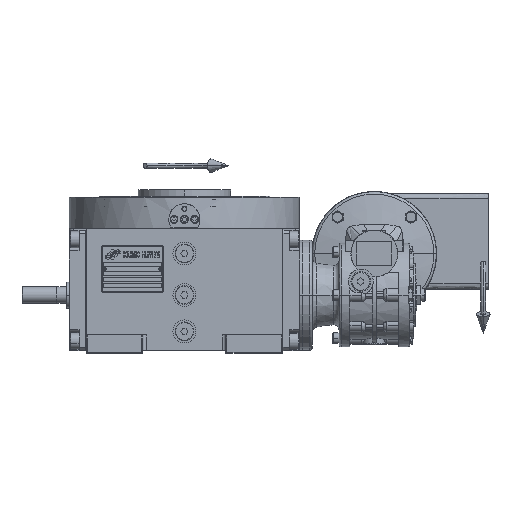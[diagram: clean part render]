
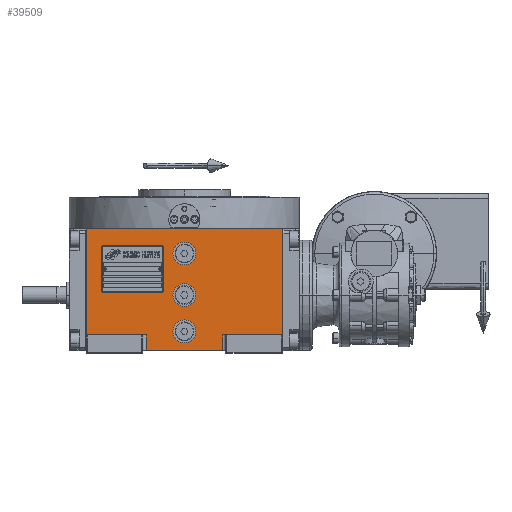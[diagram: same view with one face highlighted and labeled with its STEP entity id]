
A CAD part, top view. The second image highlights one B-rep face of the part: STEP entity #39509.
In plain terms, the highlighted planar face has unit normal (0, 0, 1).
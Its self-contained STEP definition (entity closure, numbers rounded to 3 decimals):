
#784 = DIRECTION ( 'NONE',  ( 0., -1., 0. ) ) ;
#1221 = FACE_OUTER_BOUND ( 'NONE', #34094, .T. ) ;
#2351 = CARTESIAN_POINT ( 'NONE',  ( -37., -53.5, 163.5 ) ) ;
#2675 = CARTESIAN_POINT ( 'NONE',  ( -37., -53.5, 163.5 ) ) ;
#3027 = ORIENTED_EDGE ( 'NONE', *, *, #112953, .F. ) ;
#3549 = ORIENTED_EDGE ( 'NONE', *, *, #7861, .T. ) ;
#4194 = VERTEX_POINT ( 'NONE', #16337 ) ;
#4567 = DIRECTION ( 'NONE',  ( 1., 0., 0. ) ) ;
#4880 = CARTESIAN_POINT ( 'NONE',  ( 0., 40., 163.5 ) ) ;
#4932 = CARTESIAN_POINT ( 'NONE',  ( -94.5, 64.5, 163.5 ) ) ;
#5320 = VERTEX_POINT ( 'NONE', #23149 ) ;
#5338 = CARTESIAN_POINT ( 'NONE',  ( 0., 0., 163.5 ) ) ;
#6936 = CARTESIAN_POINT ( 'NONE',  ( 37., -38.5, 163.5 ) ) ;
#7861 = EDGE_CURVE ( 'NONE', #77995, #18996, #15960, .T. ) ;
#8570 = LINE ( 'NONE', #108796, #63912 ) ;
#10256 = CARTESIAN_POINT ( 'NONE',  ( -94.5, -53.5, 163.5 ) ) ;
#10968 = VECTOR ( 'NONE', #38359, 1000. ) ;
#10985 = CARTESIAN_POINT ( 'NONE',  ( 94.5, -38.5, 163.5 ) ) ;
#11391 = AXIS2_PLACEMENT_3D ( 'NONE', #37565, #36381, #38155 ) ;
#12851 = DIRECTION ( 'NONE',  ( 1., 0., 0. ) ) ;
#13910 = ORIENTED_EDGE ( 'NONE', *, *, #77780, .F. ) ;
#14957 = CARTESIAN_POINT ( 'NONE',  ( 11., -35., 163.5 ) ) ;
#15037 = DIRECTION ( 'NONE',  ( -1., 0., 0. ) ) ;
#15051 = EDGE_CURVE ( 'NONE', #48881, #108610, #8570, .T. ) ;
#15262 = ORIENTED_EDGE ( 'NONE', *, *, #67920, .T. ) ;
#15834 = ORIENTED_EDGE ( 'NONE', *, *, #101323, .T. ) ;
#15960 = LINE ( 'NONE', #6936, #108908 ) ;
#16337 = CARTESIAN_POINT ( 'NONE',  ( -94.5, -38.5, 163.5 ) ) ;
#16706 = VERTEX_POINT ( 'NONE', #36618 ) ;
#18680 = AXIS2_PLACEMENT_3D ( 'NONE', #5338, #23935, #106188 ) ;
#18996 = VERTEX_POINT ( 'NONE', #10985 ) ;
#19730 = DIRECTION ( 'NONE',  ( 0., 1., 0. ) ) ;
#19977 = VECTOR ( 'NONE', #73567, 1000. ) ;
#20664 = LINE ( 'NONE', #2675, #61984 ) ;
#22101 = CARTESIAN_POINT ( 'NONE',  ( 0., 40., 163.5 ) ) ;
#23068 = CARTESIAN_POINT ( 'NONE',  ( 0., -35., 163.5 ) ) ;
#23149 = CARTESIAN_POINT ( 'NONE',  ( 11., 0., 163.5 ) ) ;
#23935 = DIRECTION ( 'NONE',  ( 0., 0., 1. ) ) ;
#30122 = ORIENTED_EDGE ( 'NONE', *, *, #97802, .F. ) ;
#30261 = EDGE_LOOP ( 'NONE', ( #13910, #101080 ) ) ;
#34094 = EDGE_LOOP ( 'NONE', ( #15262, #30122, #3549, #75442, #111570, #117058, #15834, #100592 ) ) ;
#35575 = CIRCLE ( 'NONE', #102701, 11. ) ;
#36381 = DIRECTION ( 'NONE',  ( 0., 0., 1. ) ) ;
#36618 = CARTESIAN_POINT ( 'NONE',  ( -37., -38.5, 163.5 ) ) ;
#37565 = CARTESIAN_POINT ( 'NONE',  ( 0., -35., 163.5 ) ) ;
#37845 = CIRCLE ( 'NONE', #18680, 11. ) ;
#38155 = DIRECTION ( 'NONE',  ( 1., 0., 0. ) ) ;
#38193 = CIRCLE ( 'NONE', #11391, 11. ) ;
#38359 = DIRECTION ( 'NONE',  ( 0., 1., 0. ) ) ;
#38423 = DIRECTION ( 'NONE',  ( 0., 0., 1. ) ) ;
#39509 = ADVANCED_FACE ( 'NONE', ( #72650, #83434, #63668, #1221 ), #64245, .T. ) ;
#39613 = ORIENTED_EDGE ( 'NONE', *, *, #47886, .F. ) ;
#40064 = CARTESIAN_POINT ( 'NONE',  ( 94.5, -38.5, 163.5 ) ) ;
#41127 = CARTESIAN_POINT ( 'NONE',  ( 37., -38.5, 163.5 ) ) ;
#42104 = CIRCLE ( 'NONE', #49555, 11. ) ;
#43547 = DIRECTION ( 'NONE',  ( 1., 0., 0. ) ) ;
#47886 = EDGE_CURVE ( 'NONE', #106733, #5320, #37845, .T. ) ;
#47933 = DIRECTION ( 'NONE',  ( 1., 0., 0. ) ) ;
#48881 = VERTEX_POINT ( 'NONE', #4932 ) ;
#48911 = DIRECTION ( 'NONE',  ( -1., 0., 0. ) ) ;
#49555 = AXIS2_PLACEMENT_3D ( 'NONE', #109252, #81003, #117708 ) ;
#49591 = EDGE_CURVE ( 'NONE', #4194, #48881, #111993, .T. ) ;
#50202 = AXIS2_PLACEMENT_3D ( 'NONE', #10256, #38423, #100880 ) ;
#50301 = DIRECTION ( 'NONE',  ( 0., 0., 1. ) ) ;
#50992 = CARTESIAN_POINT ( 'NONE',  ( -11., 0., 163.5 ) ) ;
#51250 = ORIENTED_EDGE ( 'NONE', *, *, #87116, .F. ) ;
#51375 = CIRCLE ( 'NONE', #89654, 11. ) ;
#53013 = LINE ( 'NONE', #110062, #88825 ) ;
#58003 = EDGE_CURVE ( 'NONE', #5320, #106733, #42104, .T. ) ;
#61984 = VECTOR ( 'NONE', #12851, 1000. ) ;
#63456 = EDGE_CURVE ( 'NONE', #18996, #108610, #85098, .T. ) ;
#63668 = FACE_BOUND ( 'NONE', #88610, .T. ) ;
#63912 = VECTOR ( 'NONE', #81749, 1000. ) ;
#64245 = PLANE ( 'NONE',  #50202 ) ;
#67920 = EDGE_CURVE ( 'NONE', #100957, #87930, #20664, .T. ) ;
#68990 = VERTEX_POINT ( 'NONE', #77056 ) ;
#71310 = VERTEX_POINT ( 'NONE', #91390 ) ;
#72650 = FACE_BOUND ( 'NONE', #100287, .T. ) ;
#73567 = DIRECTION ( 'NONE',  ( 0., 1., 0. ) ) ;
#73936 = ORIENTED_EDGE ( 'NONE', *, *, #58003, .F. ) ;
#75442 = ORIENTED_EDGE ( 'NONE', *, *, #63456, .T. ) ;
#76102 = EDGE_CURVE ( 'NONE', #68990, #106809, #51375, .T. ) ;
#77056 = CARTESIAN_POINT ( 'NONE',  ( -11., -35., 163.5 ) ) ;
#77780 = EDGE_CURVE ( 'NONE', #106809, #68990, #38193, .T. ) ;
#77995 = VERTEX_POINT ( 'NONE', #41127 ) ;
#78662 = DIRECTION ( 'NONE',  ( 0., 0., 1. ) ) ;
#79425 = CIRCLE ( 'NONE', #87137, 11. ) ;
#81003 = DIRECTION ( 'NONE',  ( 0., 0., 1. ) ) ;
#81749 = DIRECTION ( 'NONE',  ( 1., 0., 0. ) ) ;
#83434 = FACE_BOUND ( 'NONE', #30261, .T. ) ;
#85098 = LINE ( 'NONE', #40064, #113291 ) ;
#87116 = EDGE_CURVE ( 'NONE', #71310, #117834, #35575, .T. ) ;
#87137 = AXIS2_PLACEMENT_3D ( 'NONE', #4880, #78662, #15037 ) ;
#87930 = VERTEX_POINT ( 'NONE', #114233 ) ;
#88610 = EDGE_LOOP ( 'NONE', ( #51250, #3027 ) ) ;
#88825 = VECTOR ( 'NONE', #784, 1000. ) ;
#89654 = AXIS2_PLACEMENT_3D ( 'NONE', #23068, #97429, #48911 ) ;
#91035 = VECTOR ( 'NONE', #4567, 1000. ) ;
#91390 = CARTESIAN_POINT ( 'NONE',  ( 11., 40., 163.5 ) ) ;
#92847 = CARTESIAN_POINT ( 'NONE',  ( -11., 40., 163.5 ) ) ;
#97429 = DIRECTION ( 'NONE',  ( 0., 0., 1. ) ) ;
#97802 = EDGE_CURVE ( 'NONE', #77995, #87930, #53013, .T. ) ;
#98131 = CARTESIAN_POINT ( 'NONE',  ( -94.5, -38.5, 163.5 ) ) ;
#100287 = EDGE_LOOP ( 'NONE', ( #73936, #39613 ) ) ;
#100592 = ORIENTED_EDGE ( 'NONE', *, *, #116577, .F. ) ;
#100880 = DIRECTION ( 'NONE',  ( 1., 0., 0. ) ) ;
#100957 = VERTEX_POINT ( 'NONE', #102140 ) ;
#101080 = ORIENTED_EDGE ( 'NONE', *, *, #76102, .F. ) ;
#101323 = EDGE_CURVE ( 'NONE', #4194, #16706, #115602, .T. ) ;
#102009 = LINE ( 'NONE', #2351, #10968 ) ;
#102140 = CARTESIAN_POINT ( 'NONE',  ( -37., -53.5, 163.5 ) ) ;
#102701 = AXIS2_PLACEMENT_3D ( 'NONE', #22101, #50301, #47933 ) ;
#106188 = DIRECTION ( 'NONE',  ( -1., 0., 0. ) ) ;
#106639 = CARTESIAN_POINT ( 'NONE',  ( 94.5, 64.5, 163.5 ) ) ;
#106733 = VERTEX_POINT ( 'NONE', #50992 ) ;
#106809 = VERTEX_POINT ( 'NONE', #14957 ) ;
#108610 = VERTEX_POINT ( 'NONE', #106639 ) ;
#108796 = CARTESIAN_POINT ( 'NONE',  ( -94.5, 64.5, 163.5 ) ) ;
#108908 = VECTOR ( 'NONE', #43547, 1000. ) ;
#109252 = CARTESIAN_POINT ( 'NONE',  ( 0., 0., 163.5 ) ) ;
#110062 = CARTESIAN_POINT ( 'NONE',  ( 37., -38.5, 163.5 ) ) ;
#111410 = CARTESIAN_POINT ( 'NONE',  ( -94.5, -38.5, 163.5 ) ) ;
#111570 = ORIENTED_EDGE ( 'NONE', *, *, #15051, .F. ) ;
#111993 = LINE ( 'NONE', #111410, #19977 ) ;
#112953 = EDGE_CURVE ( 'NONE', #117834, #71310, #79425, .T. ) ;
#113291 = VECTOR ( 'NONE', #19730, 1000. ) ;
#114233 = CARTESIAN_POINT ( 'NONE',  ( 37., -53.5, 163.5 ) ) ;
#115602 = LINE ( 'NONE', #98131, #91035 ) ;
#116577 = EDGE_CURVE ( 'NONE', #100957, #16706, #102009, .T. ) ;
#117058 = ORIENTED_EDGE ( 'NONE', *, *, #49591, .F. ) ;
#117708 = DIRECTION ( 'NONE',  ( 1., 0., 0. ) ) ;
#117834 = VERTEX_POINT ( 'NONE', #92847 ) ;
